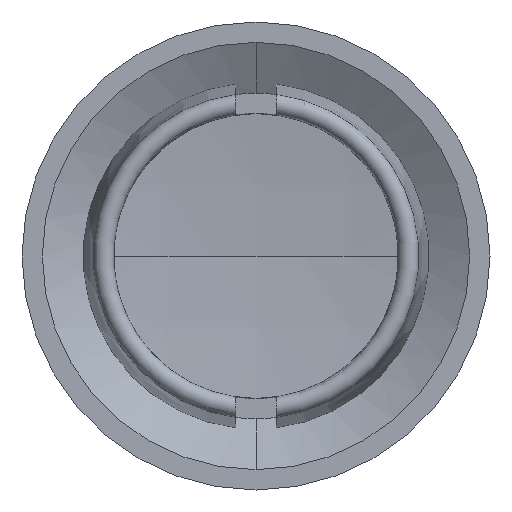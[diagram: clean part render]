
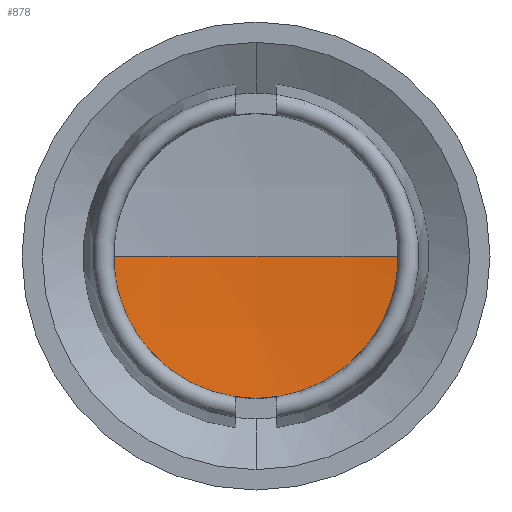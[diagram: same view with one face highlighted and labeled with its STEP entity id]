
A CAD part, front view. The second image highlights one B-rep face of the part: STEP entity #878.
In plain terms, the highlighted spherical face has radius 58.5 mm.
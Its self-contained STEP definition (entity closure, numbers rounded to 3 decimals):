
#3 = EDGE_CURVE ( 'NONE', #4, #38, #1045, .T. ) ;
#4 = VERTEX_POINT ( 'NONE', #1069 ) ;
#10 = VERTEX_POINT ( 'NONE', #1061 ) ;
#13 = EDGE_CURVE ( 'NONE', #4, #10, #1055, .T. ) ;
#38 = VERTEX_POINT ( 'NONE', #193 ) ;
#117 = EDGE_CURVE ( 'NONE', #903, #10, #364, .T. ) ;
#193 = CARTESIAN_POINT ( 'NONE',  ( -7., 6.08, 0. ) ) ;
#360 = DIRECTION ( 'NONE',  ( 0., 0., -1. ) ) ;
#361 = DIRECTION ( 'NONE',  ( 0., -1., 0. ) ) ;
#362 = CARTESIAN_POINT ( 'NONE',  ( 0., 6.08, 0. ) ) ;
#363 = AXIS2_PLACEMENT_3D ( 'NONE', #362, #361, #360 ) ;
#364 = CIRCLE ( 'NONE', #363, 7. ) ;
#493 = DIRECTION ( 'NONE',  ( 0., 0., -1. ) ) ;
#494 = AXIS2_PLACEMENT_3D ( 'NONE', #497, #493, #548 ) ;
#495 = SPHERICAL_SURFACE ( 'NONE', #494, 58.5 ) ;
#497 = CARTESIAN_POINT ( 'NONE',  ( 0., -52., 0. ) ) ;
#498 = FACE_OUTER_BOUND ( 'NONE', #879, .T. ) ;
#528 = DIRECTION ( 'NONE',  ( 0., 0., -1. ) ) ;
#529 = DIRECTION ( 'NONE',  ( 0., -1., 0. ) ) ;
#530 = AXIS2_PLACEMENT_3D ( 'NONE', #536, #529, #528 ) ;
#531 = CIRCLE ( 'NONE', #530, 7. ) ;
#536 = CARTESIAN_POINT ( 'NONE',  ( 0., 6.08, 0. ) ) ;
#548 = DIRECTION ( 'NONE',  ( -1., 0., 0. ) ) ;
#561 = CARTESIAN_POINT ( 'NONE',  ( 0., 6.08, -7. ) ) ;
#878 = ADVANCED_FACE ( 'NONE', ( #498 ), #495, .F. ) ;
#879 = EDGE_LOOP ( 'NONE', ( #880, #1031, #1032, #986 ) ) ;
#880 = ORIENTED_EDGE ( 'NONE', *, *, #13, .F. ) ;
#893 = EDGE_CURVE ( 'NONE', #38, #903, #531, .T. ) ;
#903 = VERTEX_POINT ( 'NONE', #561 ) ;
#986 = ORIENTED_EDGE ( 'NONE', *, *, #117, .T. ) ;
#1031 = ORIENTED_EDGE ( 'NONE', *, *, #3, .T. ) ;
#1032 = ORIENTED_EDGE ( 'NONE', *, *, #893, .T. ) ;
#1045 = CIRCLE ( 'NONE', #1057, 58.5 ) ;
#1046 = DIRECTION ( 'NONE',  ( 0., 0., 1. ) ) ;
#1047 = DIRECTION ( 'NONE',  ( 1., 0., 0. ) ) ;
#1052 = DIRECTION ( 'NONE',  ( -1., 0., 0. ) ) ;
#1053 = DIRECTION ( 'NONE',  ( 0., 0., -1. ) ) ;
#1054 = AXIS2_PLACEMENT_3D ( 'NONE', #1060, #1053, #1052 ) ;
#1055 = CIRCLE ( 'NONE', #1054, 58.5 ) ;
#1057 = AXIS2_PLACEMENT_3D ( 'NONE', #1059, #1046, #1047 ) ;
#1059 = CARTESIAN_POINT ( 'NONE',  ( 0., -52., 0. ) ) ;
#1060 = CARTESIAN_POINT ( 'NONE',  ( 0., -52., 0. ) ) ;
#1061 = CARTESIAN_POINT ( 'NONE',  ( 7., 6.08, 0. ) ) ;
#1069 = CARTESIAN_POINT ( 'NONE',  ( 0., 6.5, 0. ) ) ;
